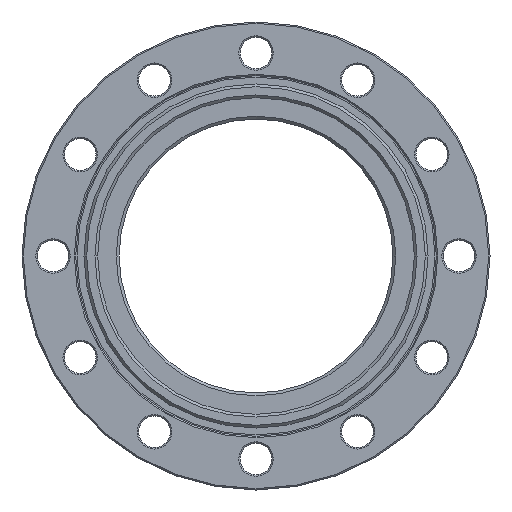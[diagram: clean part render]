
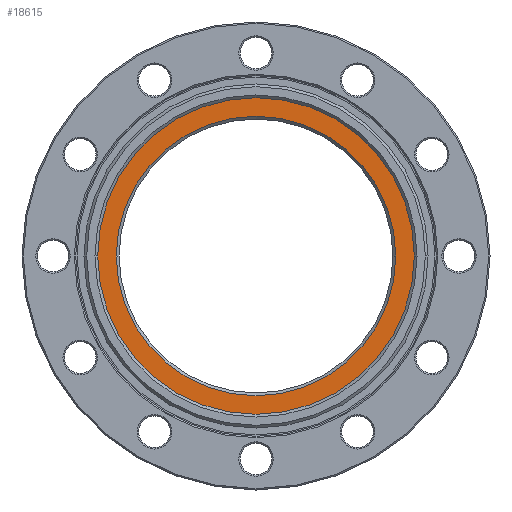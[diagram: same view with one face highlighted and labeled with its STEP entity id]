
A CAD part, left-side view. The second image highlights one B-rep face of the part: STEP entity #18615.
In plain terms, the highlighted planar face has unit normal (-1, 0, 0).
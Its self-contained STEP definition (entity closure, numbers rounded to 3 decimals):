
#328 = CARTESIAN_POINT ( 'NONE',  ( -75., 99.5, 0. ) ) ;
#608 = ORIENTED_EDGE ( 'NONE', *, *, #37698, .T. ) ;
#2059 = CARTESIAN_POINT ( 'NONE',  ( -75., -115., 0. ) ) ;
#2347 = EDGE_CURVE ( 'NONE', #32382, #11897, #38854, .T. ) ;
#2591 = EDGE_CURVE ( 'NONE', #38488, #3191, #3484, .T. ) ;
#2897 = CARTESIAN_POINT ( 'NONE',  ( -75., -101.5, 0. ) ) ;
#3191 = VERTEX_POINT ( 'NONE', #33410 ) ;
#3484 = CIRCLE ( 'NONE', #35945, 115. ) ;
#8743 = EDGE_CURVE ( 'NONE', #3191, #38488, #22194, .T. ) ;
#9681 = ORIENTED_EDGE ( 'NONE', *, *, #8743, .F. ) ;
#10622 = CARTESIAN_POINT ( 'NONE',  ( -75., 0., 0. ) ) ;
#10705 = DIRECTION ( 'NONE',  ( -1., 0., 0. ) ) ;
#11897 = VERTEX_POINT ( 'NONE', #2897 ) ;
#14205 = CARTESIAN_POINT ( 'NONE',  ( -75., 101.5, 0. ) ) ;
#15302 = CARTESIAN_POINT ( 'NONE',  ( -75., 0., 0. ) ) ;
#16828 = DIRECTION ( 'NONE',  ( 1., 0., 0. ) ) ;
#18301 = FACE_OUTER_BOUND ( 'NONE', #29945, .T. ) ;
#18615 = ADVANCED_FACE ( 'NONE', ( #18301, #43005 ), #28897, .T. ) ;
#21900 = DIRECTION ( 'NONE',  ( 0., -1., 0. ) ) ;
#22194 = CIRCLE ( 'NONE', #42825, 115. ) ;
#26525 = AXIS2_PLACEMENT_3D ( 'NONE', #41296, #16828, #33948 ) ;
#26583 = ORIENTED_EDGE ( 'NONE', *, *, #2591, .F. ) ;
#28897 = PLANE ( 'NONE',  #38145 ) ;
#29687 = DIRECTION ( 'NONE',  ( 0., 1., 0. ) ) ;
#29945 = EDGE_LOOP ( 'NONE', ( #26583, #9681 ) ) ;
#30189 = EDGE_LOOP ( 'NONE', ( #608, #31903 ) ) ;
#31903 = ORIENTED_EDGE ( 'NONE', *, *, #2347, .T. ) ;
#32382 = VERTEX_POINT ( 'NONE', #14205 ) ;
#32718 = CARTESIAN_POINT ( 'NONE',  ( -75., 0., 0. ) ) ;
#33403 = DIRECTION ( 'NONE',  ( 1., 0., 0. ) ) ;
#33410 = CARTESIAN_POINT ( 'NONE',  ( -75., 115., 0. ) ) ;
#33948 = DIRECTION ( 'NONE',  ( 0., -1., 0. ) ) ;
#35847 = DIRECTION ( 'NONE',  ( 1., 0., 0. ) ) ;
#35945 = AXIS2_PLACEMENT_3D ( 'NONE', #32718, #33403, #29687 ) ;
#37399 = AXIS2_PLACEMENT_3D ( 'NONE', #10622, #38534, #21900 ) ;
#37698 = EDGE_CURVE ( 'NONE', #11897, #32382, #40515, .T. ) ;
#38145 = AXIS2_PLACEMENT_3D ( 'NONE', #328, #10705, #39307 ) ;
#38488 = VERTEX_POINT ( 'NONE', #2059 ) ;
#38534 = DIRECTION ( 'NONE',  ( 1., 0., 0. ) ) ;
#38854 = CIRCLE ( 'NONE', #37399, 101.5 ) ;
#39075 = DIRECTION ( 'NONE',  ( 0., 1., 0. ) ) ;
#39307 = DIRECTION ( 'NONE',  ( 0., 1., 0. ) ) ;
#40515 = CIRCLE ( 'NONE', #26525, 101.5 ) ;
#41296 = CARTESIAN_POINT ( 'NONE',  ( -75., 0., 0. ) ) ;
#42825 = AXIS2_PLACEMENT_3D ( 'NONE', #15302, #35847, #39075 ) ;
#43005 = FACE_BOUND ( 'NONE', #30189, .T. ) ;
